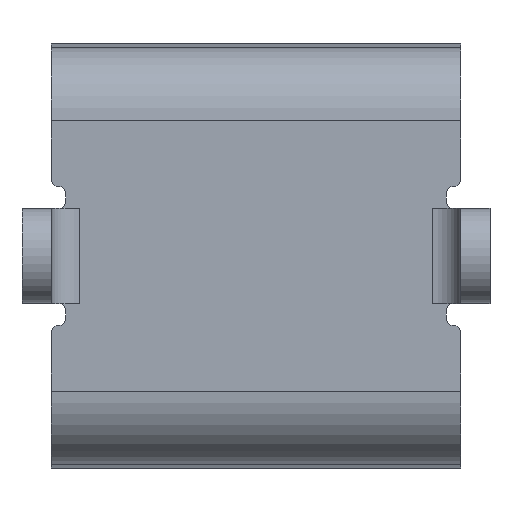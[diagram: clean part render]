
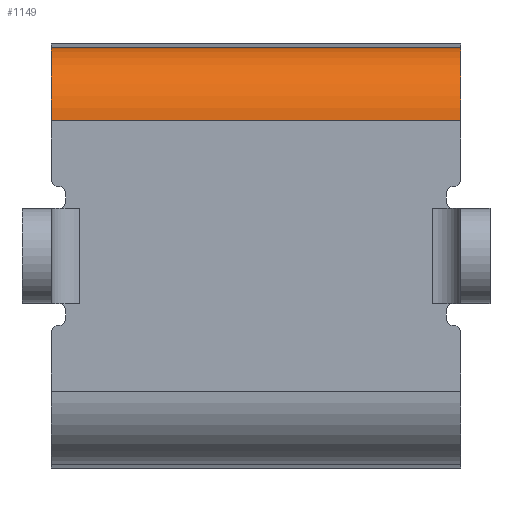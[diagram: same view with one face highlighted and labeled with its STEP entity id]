
A CAD part, front view. The second image highlights one B-rep face of the part: STEP entity #1149.
In plain terms, the highlighted cylindrical face has radius 1.27 mm (diameter 2.54 mm), a partial arc.
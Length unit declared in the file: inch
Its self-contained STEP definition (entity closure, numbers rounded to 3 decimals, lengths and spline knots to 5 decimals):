
#15 = CIRCLE ( 'NONE', #606, 0.05 ) ;
#18 = ORIENTED_EDGE ( 'NONE', *, *, #843, .F. ) ;
#118 = CARTESIAN_POINT ( 'NONE',  ( -0.14, -0.1625, 0.14237 ) ) ;
#126 = CARTESIAN_POINT ( 'NONE',  ( 0.14, -0.2125, 0.09237 ) ) ;
#145 = EDGE_CURVE ( 'NONE', #865, #1028, #849, .T. ) ;
#253 = DIRECTION ( 'NONE',  ( -1., 0., 0. ) ) ;
#265 = DIRECTION ( 'NONE',  ( 0., 0., 1. ) ) ;
#302 = DIRECTION ( 'NONE',  ( -1., 0., 0. ) ) ;
#317 = CIRCLE ( 'NONE', #1338, 0.05 ) ;
#325 = DIRECTION ( 'NONE',  ( -1., 0., 0. ) ) ;
#438 = EDGE_CURVE ( 'NONE', #1028, #883, #317, .T. ) ;
#606 = AXIS2_PLACEMENT_3D ( 'NONE', #663, #1174, #1899 ) ;
#618 = CARTESIAN_POINT ( 'NONE',  ( -0.14, -0.2125, 0.09237 ) ) ;
#629 = ORIENTED_EDGE ( 'NONE', *, *, #1749, .F. ) ;
#663 = CARTESIAN_POINT ( 'NONE',  ( 0.14, -0.1625, 0.09237 ) ) ;
#764 = DIRECTION ( 'NONE',  ( 1., 0., 0. ) ) ;
#843 = EDGE_CURVE ( 'NONE', #1419, #883, #946, .T. ) ;
#849 = LINE ( 'NONE', #1376, #896 ) ;
#865 = VERTEX_POINT ( 'NONE', #1470 ) ;
#883 = VERTEX_POINT ( 'NONE', #618 ) ;
#896 = VECTOR ( 'NONE', #325, 39.37008 ) ;
#946 = LINE ( 'NONE', #1151, #1840 ) ;
#1028 = VERTEX_POINT ( 'NONE', #118 ) ;
#1101 = CARTESIAN_POINT ( 'NONE',  ( -0.14, -0.1625, 0.09237 ) ) ;
#1149 = ADVANCED_FACE ( 'NONE', ( #1343 ), #2045, .T. ) ;
#1151 = CARTESIAN_POINT ( 'NONE',  ( 0.14, -0.2125, 0.09237 ) ) ;
#1174 = DIRECTION ( 'NONE',  ( 1., 0., 0. ) ) ;
#1224 = AXIS2_PLACEMENT_3D ( 'NONE', #1869, #302, #1354 ) ;
#1230 = ORIENTED_EDGE ( 'NONE', *, *, #438, .T. ) ;
#1338 = AXIS2_PLACEMENT_3D ( 'NONE', #1101, #764, #265 ) ;
#1343 = FACE_OUTER_BOUND ( 'NONE', #2068, .T. ) ;
#1354 = DIRECTION ( 'NONE',  ( 0., 0., 1. ) ) ;
#1376 = CARTESIAN_POINT ( 'NONE',  ( 0.14, -0.1625, 0.14237 ) ) ;
#1419 = VERTEX_POINT ( 'NONE', #126 ) ;
#1470 = CARTESIAN_POINT ( 'NONE',  ( 0.14, -0.1625, 0.14237 ) ) ;
#1749 = EDGE_CURVE ( 'NONE', #865, #1419, #15, .T. ) ;
#1840 = VECTOR ( 'NONE', #253, 39.37008 ) ;
#1869 = CARTESIAN_POINT ( 'NONE',  ( 0.14, -0.1625, 0.09237 ) ) ;
#1899 = DIRECTION ( 'NONE',  ( 0., 0., 1. ) ) ;
#1903 = ORIENTED_EDGE ( 'NONE', *, *, #145, .T. ) ;
#2045 = CYLINDRICAL_SURFACE ( 'NONE', #1224, 0.05 ) ;
#2068 = EDGE_LOOP ( 'NONE', ( #629, #1903, #1230, #18 ) ) ;
